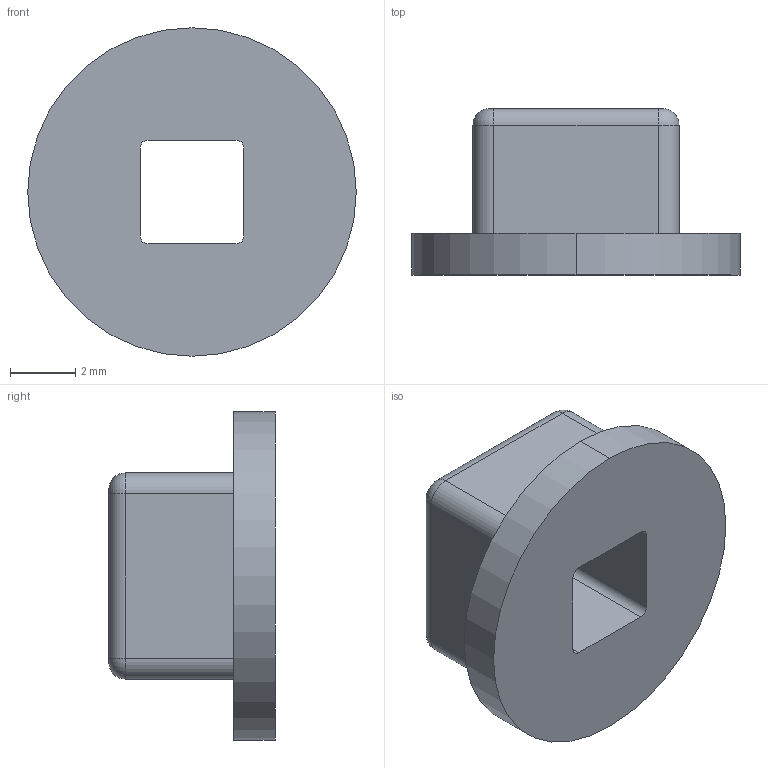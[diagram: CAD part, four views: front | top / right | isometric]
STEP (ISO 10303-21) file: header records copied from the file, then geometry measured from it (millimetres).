
FILE_DESCRIPTION (( 'STEP AP203' ), '1' );
FILE_NAME ('HS-GEAR-INSERT-METAL.STEP', '2009-01-30T20:35:18', ( 'Innovation First, Inc.' ), ( 'Innovation First, Inc.' ), 'SwSTEP 2.0', 'SolidWorks 2008', '' );
FILE_SCHEMA (( 'CONFIG_CONTROL_DESIGN' ));
Length unit declared in the file: inch
Products named in the file (1): HS-GEAR-INSERT-METAL
Bounding box: 10.03 x 5.08 x 10.03 mm (x, y, z)
Volume: 198 mm3; surface area: 326.9 mm2
Topology: 1 solids, 1 shells, 29 faces, 70 edges, 44 vertices
Faces by surface type: cylinder 14, plane 11, torus 4
Entity records: 943 total; most frequent: CARTESIAN_POINT 164, DIRECTION 154, ORIENTED_EDGE 140, EDGE_CURVE 70, AXIS2_PLACEMENT_3D 58, VERTEX_POINT 44, VECTOR 38, LINE 38
